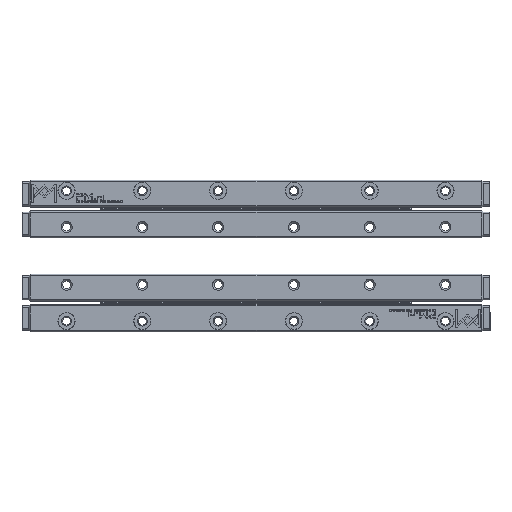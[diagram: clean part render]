
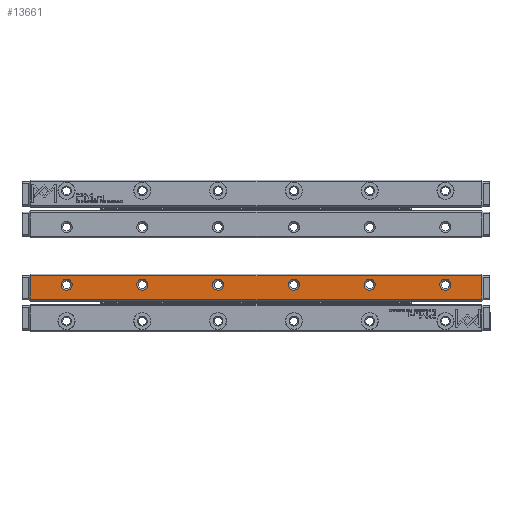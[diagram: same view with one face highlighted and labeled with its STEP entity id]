
A CAD part, top view. The second image highlights one B-rep face of the part: STEP entity #13661.
In plain terms, the highlighted planar face has unit normal (0, 0, 1).
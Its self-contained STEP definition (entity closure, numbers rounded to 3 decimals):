
#13661=ADVANCED_FACE('',(#21284,#21285,#21286,#21287,#21288,#21289,#21290),
#16977,.T.);
#16977=PLANE('',#69540);
#18365=CIRCLE('',#69534,1.825);
#18366=CIRCLE('',#69535,1.825);
#18367=CIRCLE('',#69536,1.825);
#18368=CIRCLE('',#69537,1.825);
#18369=CIRCLE('',#69538,1.825);
#18370=CIRCLE('',#69539,1.825);
#21284=FACE_BOUND('',#23560,.T.);
#21285=FACE_BOUND('',#23561,.T.);
#21286=FACE_BOUND('',#23562,.T.);
#21287=FACE_BOUND('',#23563,.T.);
#21288=FACE_BOUND('',#23564,.T.);
#21289=FACE_BOUND('',#23565,.T.);
#21290=FACE_BOUND('',#23566,.T.);
#23560=EDGE_LOOP('',(#30674));
#23561=EDGE_LOOP('',(#30675));
#23562=EDGE_LOOP('',(#30676));
#23563=EDGE_LOOP('',(#30677));
#23564=EDGE_LOOP('',(#30678));
#23565=EDGE_LOOP('',(#30679));
#23566=EDGE_LOOP('',(#30680,#30681,#30682,#30683,#30684,#30685,#30686,#30687));
#30674=ORIENTED_EDGE('',*,*,#52574,.T.);
#30675=ORIENTED_EDGE('',*,*,#52575,.T.);
#30676=ORIENTED_EDGE('',*,*,#52576,.T.);
#30677=ORIENTED_EDGE('',*,*,#52577,.T.);
#30678=ORIENTED_EDGE('',*,*,#52578,.T.);
#30679=ORIENTED_EDGE('',*,*,#52579,.T.);
#30680=ORIENTED_EDGE('',*,*,#52580,.T.);
#30681=ORIENTED_EDGE('',*,*,#52581,.F.);
#30682=ORIENTED_EDGE('',*,*,#52582,.T.);
#30683=ORIENTED_EDGE('',*,*,#52583,.T.);
#30684=ORIENTED_EDGE('',*,*,#52584,.T.);
#30685=ORIENTED_EDGE('',*,*,#52585,.T.);
#30686=ORIENTED_EDGE('',*,*,#52586,.T.);
#30687=ORIENTED_EDGE('',*,*,#52587,.T.);
#46416=VERTEX_POINT('',#95728);
#46417=VERTEX_POINT('',#95730);
#46418=VERTEX_POINT('',#95732);
#46419=VERTEX_POINT('',#95734);
#46420=VERTEX_POINT('',#95736);
#46421=VERTEX_POINT('',#95738);
#46422=VERTEX_POINT('',#95740);
#46423=VERTEX_POINT('',#95741);
#46424=VERTEX_POINT('',#95743);
#46425=VERTEX_POINT('',#95745);
#46426=VERTEX_POINT('',#95747);
#46427=VERTEX_POINT('',#95749);
#46428=VERTEX_POINT('',#95751);
#46429=VERTEX_POINT('',#95753);
#52574=EDGE_CURVE('',#46416,#46416,#18365,.T.);
#52575=EDGE_CURVE('',#46417,#46417,#18366,.T.);
#52576=EDGE_CURVE('',#46418,#46418,#18367,.T.);
#52577=EDGE_CURVE('',#46419,#46419,#18368,.T.);
#52578=EDGE_CURVE('',#46420,#46420,#18369,.T.);
#52579=EDGE_CURVE('',#46421,#46421,#18370,.T.);
#52580=EDGE_CURVE('',#46422,#46423,#60730,.T.);
#52581=EDGE_CURVE('',#46424,#46423,#60731,.T.);
#52582=EDGE_CURVE('',#46424,#46425,#60732,.T.);
#52583=EDGE_CURVE('',#46425,#46426,#60733,.T.);
#52584=EDGE_CURVE('',#46426,#46427,#60734,.T.);
#52585=EDGE_CURVE('',#46427,#46428,#60735,.T.);
#52586=EDGE_CURVE('',#46428,#46429,#60736,.T.);
#52587=EDGE_CURVE('',#46429,#46422,#60737,.T.);
#60730=LINE('',#95739,#65402);
#60731=LINE('',#95742,#65403);
#60732=LINE('',#95744,#65404);
#60733=LINE('',#95746,#65405);
#60734=LINE('',#95748,#65406);
#60735=LINE('',#95750,#65407);
#60736=LINE('',#95752,#65408);
#60737=LINE('',#95754,#65409);
#65402=VECTOR('',#76751,1.);
#65403=VECTOR('',#76752,1.);
#65404=VECTOR('',#76753,1.);
#65405=VECTOR('',#76754,1.);
#65406=VECTOR('',#76755,1.);
#65407=VECTOR('',#76756,1.);
#65408=VECTOR('',#76757,1.);
#65409=VECTOR('',#76758,1.);
#69534=AXIS2_PLACEMENT_3D('',#95727,#76739,#76740);
#69535=AXIS2_PLACEMENT_3D('',#95729,#76741,#76742);
#69536=AXIS2_PLACEMENT_3D('',#95731,#76743,#76744);
#69537=AXIS2_PLACEMENT_3D('',#95733,#76745,#76746);
#69538=AXIS2_PLACEMENT_3D('',#95735,#76747,#76748);
#69539=AXIS2_PLACEMENT_3D('',#95737,#76749,#76750);
#69540=AXIS2_PLACEMENT_3D('',#95755,#76759,#76760);
#76739=DIRECTION('',(0.,0.,-1.));
#76740=DIRECTION('',(0.,-1.,0.));
#76741=DIRECTION('',(0.,0.,-1.));
#76742=DIRECTION('',(0.,-1.,0.));
#76743=DIRECTION('',(0.,0.,-1.));
#76744=DIRECTION('',(0.,-1.,0.));
#76745=DIRECTION('',(0.,0.,-1.));
#76746=DIRECTION('',(0.,-1.,0.));
#76747=DIRECTION('',(0.,0.,-1.));
#76748=DIRECTION('',(0.,-1.,0.));
#76749=DIRECTION('',(0.,0.,-1.));
#76750=DIRECTION('',(0.,-1.,0.));
#76751=DIRECTION('',(-1.,0.,0.));
#76752=DIRECTION('',(0.577,0.816,0.));
#76753=DIRECTION('',(0.,-1.,0.));
#76754=DIRECTION('',(0.577,-0.816,0.));
#76755=DIRECTION('',(1.,0.,0.));
#76756=DIRECTION('',(0.577,0.816,0.));
#76757=DIRECTION('',(0.,1.,0.));
#76758=DIRECTION('',(-0.577,0.816,0.));
#76759=DIRECTION('',(0.,0.,1.));
#76760=DIRECTION('',(0.,1.,0.));
#95727=CARTESIAN_POINT('',(62.5,11.,4.5));
#95728=CARTESIAN_POINT('',(62.5,9.175,4.5));
#95729=CARTESIAN_POINT('',(37.5,11.,4.5));
#95730=CARTESIAN_POINT('',(37.5,9.175,4.5));
#95731=CARTESIAN_POINT('',(12.5,11.,4.5));
#95732=CARTESIAN_POINT('',(12.5,9.175,4.5));
#95733=CARTESIAN_POINT('',(-12.5,11.,4.5));
#95734=CARTESIAN_POINT('',(-12.5,9.175,4.5));
#95735=CARTESIAN_POINT('',(-37.5,11.,4.5));
#95736=CARTESIAN_POINT('',(-37.5,9.175,4.5));
#95737=CARTESIAN_POINT('',(-62.5,11.,4.5));
#95738=CARTESIAN_POINT('',(-62.5,9.175,4.5));
#95739=CARTESIAN_POINT('',(-75.,14.,4.5));
#95740=CARTESIAN_POINT('',(74.3,14.,4.5));
#95741=CARTESIAN_POINT('',(-74.3,14.,4.5));
#95742=CARTESIAN_POINT('',(-74.582,13.601,4.5));
#95743=CARTESIAN_POINT('',(-74.5,13.717,4.5));
#95744=CARTESIAN_POINT('',(-74.5,6.,4.5));
#95745=CARTESIAN_POINT('',(-74.5,6.283,4.5));
#95746=CARTESIAN_POINT('',(-78.54,11.997,4.5));
#95747=CARTESIAN_POINT('',(-74.3,6.,4.5));
#95748=CARTESIAN_POINT('',(-75.,6.,4.5));
#95749=CARTESIAN_POINT('',(74.3,6.,4.5));
#95750=CARTESIAN_POINT('',(28.54,-58.714,4.5));
#95751=CARTESIAN_POINT('',(74.5,6.283,4.5));
#95752=CARTESIAN_POINT('',(74.5,14.5,4.5));
#95753=CARTESIAN_POINT('',(74.5,13.717,4.5));
#95754=CARTESIAN_POINT('',(24.298,84.714,4.5));
#95755=CARTESIAN_POINT('',(-75.,14.5,4.5));
